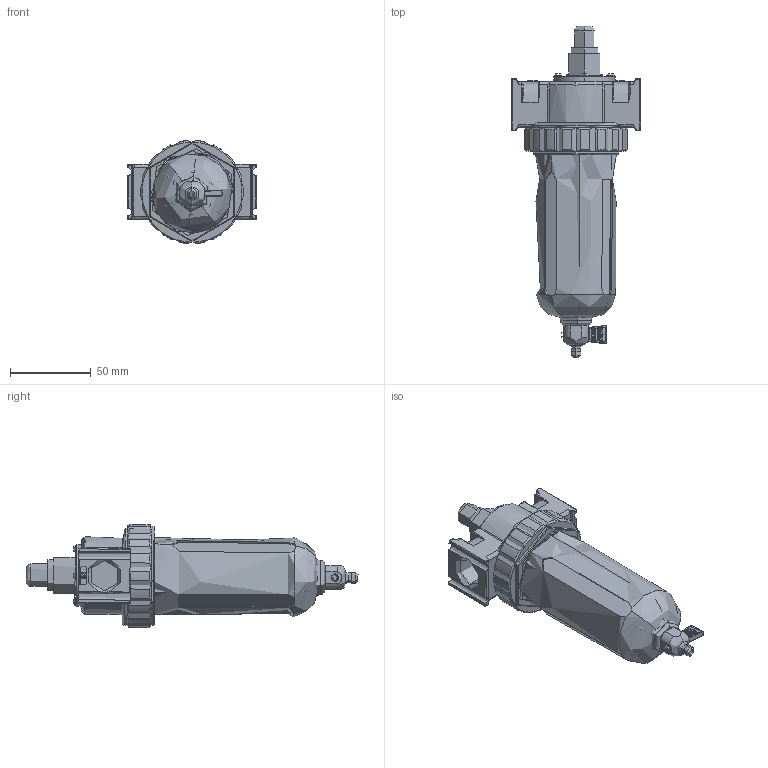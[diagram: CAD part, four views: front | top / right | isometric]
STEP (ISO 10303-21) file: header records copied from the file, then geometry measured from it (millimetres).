
FILE_DESCRIPTION (( 'STEP AP214' ), '1' );
FILE_NAME ('FM863.STEP', '2021-11-25T08:50:05', ( 'User' ), ( '' ), 'SwSTEP 2.0', 'SolidWorks 2014', '' );
FILE_SCHEMA (( 'AUTOMOTIVE_DESIGN' ));
Length unit declared in the file: millimetre
Products named in the file (23): FM87-24; F5012; F5010; F8003; F8002; FM8001; FM863; 十字圓頭螺絲; F8004; L8016
Assembly tree (16 placements, depth 2):
  FM87-24
  F5012
  F5010
  F8003
  F8002
Bounding box: 80 x 205.66 x 63.9 mm (x, y, z)
Volume: 151449 mm3; surface area: 103082.9 mm2
Topology: 12 solids, 12 shells, 1035 faces, 2625 edges, 1647 vertices
Faces by surface type: cylinder 409, plane 398, torus 122, bspline 57, cone 37, sphere 12
Entity records: 32412 total; most frequent: CARTESIAN_POINT 11180, ORIENTED_EDGE 4380, DIRECTION 4190, EDGE_CURVE 2190, AXIS2_PLACEMENT_3D 1565, VERTEX_POINT 1381, LINE 1060, VECTOR 1060
